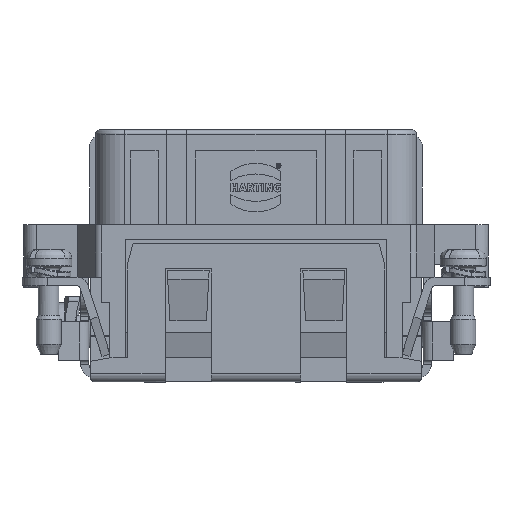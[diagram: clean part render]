
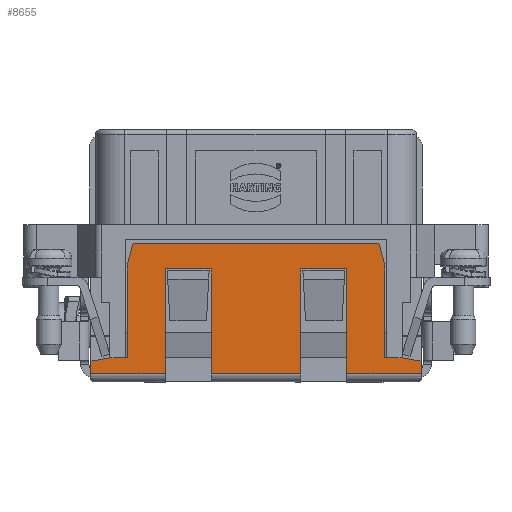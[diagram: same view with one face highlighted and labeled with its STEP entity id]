
A CAD part, front view. The second image highlights one B-rep face of the part: STEP entity #8655.
In plain terms, the highlighted planar face has unit normal (0, -1, 0).
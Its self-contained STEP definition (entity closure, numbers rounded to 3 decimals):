
#8655=ADVANCED_FACE('',(#10424),#9697,.T.);
#9697=PLANE('',#29178);
#10424=FACE_OUTER_BOUND('',#11558,.T.);
#11558=EDGE_LOOP('',(#14868,#14869,#14870,#14871,#14872,#14873,#14874,#14875,
#14876,#14877,#14878,#14879,#14880,#14881,#14882,#14883,#14884,#14885,#14886,
#14887,#14888,#14889));
#14868=ORIENTED_EDGE('',*,*,#21826,.T.);
#14869=ORIENTED_EDGE('',*,*,#21825,.T.);
#14870=ORIENTED_EDGE('',*,*,#21864,.F.);
#14871=ORIENTED_EDGE('',*,*,#20885,.F.);
#14872=ORIENTED_EDGE('',*,*,#21865,.T.);
#14873=ORIENTED_EDGE('',*,*,#21822,.T.);
#14874=ORIENTED_EDGE('',*,*,#21816,.T.);
#14875=ORIENTED_EDGE('',*,*,#21814,.T.);
#14876=ORIENTED_EDGE('',*,*,#21810,.T.);
#14877=ORIENTED_EDGE('',*,*,#21807,.T.);
#14878=ORIENTED_EDGE('',*,*,#21806,.T.);
#14879=ORIENTED_EDGE('',*,*,#21803,.T.);
#14880=ORIENTED_EDGE('',*,*,#21799,.T.);
#14881=ORIENTED_EDGE('',*,*,#21796,.T.);
#14882=ORIENTED_EDGE('',*,*,#21793,.T.);
#14883=ORIENTED_EDGE('',*,*,#21788,.F.);
#14884=ORIENTED_EDGE('',*,*,#21866,.T.);
#14885=ORIENTED_EDGE('',*,*,#20877,.F.);
#14886=ORIENTED_EDGE('',*,*,#21867,.F.);
#14887=ORIENTED_EDGE('',*,*,#21785,.T.);
#14888=ORIENTED_EDGE('',*,*,#21784,.T.);
#14889=ORIENTED_EDGE('',*,*,#21781,.T.);
#18866=VERTEX_POINT('',#36263);
#18867=VERTEX_POINT('',#36264);
#18874=VERTEX_POINT('',#36279);
#18875=VERTEX_POINT('',#36281);
#19496=VERTEX_POINT('',#38330);
#19497=VERTEX_POINT('',#38332);
#19498=VERTEX_POINT('',#38336);
#19499=VERTEX_POINT('',#38340);
#19500=VERTEX_POINT('',#38344);
#19501=VERTEX_POINT('',#38346);
#19504=VERTEX_POINT('',#38355);
#19506=VERTEX_POINT('',#38361);
#19507=VERTEX_POINT('',#38366);
#19509=VERTEX_POINT('',#38371);
#19510=VERTEX_POINT('',#38376);
#19512=VERTEX_POINT('',#38382);
#19513=VERTEX_POINT('',#38387);
#19515=VERTEX_POINT('',#38392);
#19516=VERTEX_POINT('',#38398);
#19517=VERTEX_POINT('',#38402);
#19520=VERTEX_POINT('',#38411);
#19521=VERTEX_POINT('',#38413);
#20877=EDGE_CURVE('',#18866,#18867,#23815,.T.);
#20885=EDGE_CURVE('',#18874,#18875,#23823,.T.);
#21781=EDGE_CURVE('',#19497,#19496,#24567,.T.);
#21784=EDGE_CURVE('',#19498,#19497,#24570,.T.);
#21785=EDGE_CURVE('',#19499,#19498,#24571,.T.);
#21788=EDGE_CURVE('',#19500,#19501,#24574,.T.);
#21793=EDGE_CURVE('',#19504,#19501,#24578,.T.);
#21796=EDGE_CURVE('',#19506,#19504,#24580,.T.);
#21799=EDGE_CURVE('',#19507,#19506,#24583,.T.);
#21803=EDGE_CURVE('',#19509,#19507,#24586,.T.);
#21806=EDGE_CURVE('',#19510,#19509,#24588,.T.);
#21807=EDGE_CURVE('',#19512,#19510,#24589,.T.);
#21810=EDGE_CURVE('',#19513,#19512,#24592,.T.);
#21814=EDGE_CURVE('',#19515,#19513,#24595,.T.);
#21816=EDGE_CURVE('',#19516,#19515,#24597,.T.);
#21822=EDGE_CURVE('',#19517,#19516,#24602,.T.);
#21825=EDGE_CURVE('',#19520,#19521,#24605,.T.);
#21826=EDGE_CURVE('',#19496,#19520,#24606,.T.);
#21864=EDGE_CURVE('',#18875,#19521,#24631,.T.);
#21865=EDGE_CURVE('',#18874,#19517,#24632,.T.);
#21866=EDGE_CURVE('',#19500,#18867,#24633,.T.);
#21867=EDGE_CURVE('',#19499,#18866,#24634,.T.);
#23815=LINE('',#36262,#25696);
#23823=LINE('',#36280,#25704);
#24567=LINE('',#38331,#26448);
#24570=LINE('',#38337,#26451);
#24571=LINE('',#38339,#26452);
#24574=LINE('',#38345,#26455);
#24578=LINE('',#38354,#26459);
#24580=LINE('',#38360,#26461);
#24583=LINE('',#38365,#26464);
#24586=LINE('',#38373,#26467);
#24588=LINE('',#38379,#26469);
#24589=LINE('',#38381,#26470);
#24592=LINE('',#38386,#26473);
#24595=LINE('',#38394,#26476);
#24597=LINE('',#38397,#26478);
#24602=LINE('',#38408,#26483);
#24605=LINE('',#38414,#26486);
#24606=LINE('',#38416,#26487);
#24631=LINE('',#38490,#26512);
#24632=LINE('',#38491,#26513);
#24633=LINE('',#38492,#26514);
#24634=LINE('',#38493,#26515);
#25696=VECTOR('',#30472,1.);
#25704=VECTOR('',#30482,1.);
#26448=VECTOR('',#32092,1.);
#26451=VECTOR('',#32097,1.);
#26452=VECTOR('',#32100,1.);
#26455=VECTOR('',#32105,1.);
#26459=VECTOR('',#32113,1.);
#26461=VECTOR('',#32119,1.);
#26464=VECTOR('',#32124,1.);
#26467=VECTOR('',#32131,1.);
#26469=VECTOR('',#32137,1.);
#26470=VECTOR('',#32140,1.);
#26473=VECTOR('',#32145,1.);
#26476=VECTOR('',#32152,1.);
#26478=VECTOR('',#32156,1.);
#26483=VECTOR('',#32165,1.);
#26486=VECTOR('',#32170,1.);
#26487=VECTOR('',#32173,1.);
#26512=VECTOR('',#32282,1.);
#26513=VECTOR('',#32283,1.);
#26514=VECTOR('',#32284,1.);
#26515=VECTOR('',#32285,1.);
#29178=AXIS2_PLACEMENT_3D('',#38494,#32286,#32287);
#30472=DIRECTION('',(1.,0.,0.));
#30482=DIRECTION('',(1.,0.,0.));
#32092=DIRECTION('',(-1.,0.,0.));
#32097=DIRECTION('',(-0.259,0.,0.966));
#32100=DIRECTION('',(0.,0.,1.));
#32105=DIRECTION('',(0.,0.,-1.));
#32113=DIRECTION('',(1.,0.,0.));
#32119=DIRECTION('',(0.,0.,-1.));
#32124=DIRECTION('',(1.,0.,0.));
#32131=DIRECTION('',(0.,0.,1.));
#32137=DIRECTION('',(1.,0.,0.));
#32140=DIRECTION('',(0.,0.,-1.));
#32145=DIRECTION('',(1.,0.,0.));
#32152=DIRECTION('',(0.,0.,1.));
#32156=DIRECTION('',(1.,0.,0.));
#32165=DIRECTION('',(0.,0.,-1.));
#32170=DIRECTION('',(0.,0.,-1.));
#32173=DIRECTION('',(-0.259,0.,-0.966));
#32282=DIRECTION('',(1.,0.,0.));
#32283=DIRECTION('',(-0.985,0.,-0.174));
#32284=DIRECTION('',(-0.985,0.,0.174));
#32285=DIRECTION('',(1.,0.,0.));
#32286=DIRECTION('',(0.,-1.,0.));
#32287=DIRECTION('',(-1.,0.,0.));
#36262=CARTESIAN_POINT('',(15.35,-11.2,-8.6));
#36263=CARTESIAN_POINT('',(15.6,-11.2,-8.6));
#36264=CARTESIAN_POINT('',(17.316,-11.2,-8.6));
#36279=CARTESIAN_POINT('',(-17.316,-11.2,-8.6));
#36280=CARTESIAN_POINT('',(-17.316,-11.2,-8.6));
#36281=CARTESIAN_POINT('',(-15.6,-11.2,-8.6));
#38330=CARTESIAN_POINT('',(-14.68,-11.2,5.1));
#38331=CARTESIAN_POINT('',(14.68,-11.2,5.1));
#38332=CARTESIAN_POINT('',(14.68,-11.2,5.1));
#38336=CARTESIAN_POINT('',(15.35,-11.2,2.6));
#38337=CARTESIAN_POINT('',(15.35,-11.2,2.6));
#38339=CARTESIAN_POINT('',(15.35,-11.2,-8.6));
#38340=CARTESIAN_POINT('',(15.35,-11.2,-8.6));
#38344=CARTESIAN_POINT('',(19.75,-11.2,-9.029));
#38345=CARTESIAN_POINT('',(19.75,-11.2,-9.029));
#38346=CARTESIAN_POINT('',(19.75,-11.2,-10.5));
#38354=CARTESIAN_POINT('',(10.85,-11.2,-10.5));
#38355=CARTESIAN_POINT('',(10.85,-11.2,-10.5));
#38360=CARTESIAN_POINT('',(10.85,-11.2,2.));
#38361=CARTESIAN_POINT('',(10.85,-11.2,2.));
#38365=CARTESIAN_POINT('',(5.35,-11.2,2.));
#38366=CARTESIAN_POINT('',(5.35,-11.2,2.));
#38371=CARTESIAN_POINT('',(5.35,-11.2,-10.5));
#38373=CARTESIAN_POINT('',(5.35,-11.2,-10.5));
#38376=CARTESIAN_POINT('',(-5.35,-11.2,-10.5));
#38379=CARTESIAN_POINT('',(-5.35,-11.2,-10.5));
#38381=CARTESIAN_POINT('',(-5.35,-11.2,2.));
#38382=CARTESIAN_POINT('',(-5.35,-11.2,2.));
#38386=CARTESIAN_POINT('',(-10.85,-11.2,2.));
#38387=CARTESIAN_POINT('',(-10.85,-11.2,2.));
#38392=CARTESIAN_POINT('',(-10.85,-11.2,-10.5));
#38394=CARTESIAN_POINT('',(-10.85,-11.2,-10.5));
#38397=CARTESIAN_POINT('',(-19.75,-11.2,-10.5));
#38398=CARTESIAN_POINT('',(-19.75,-11.2,-10.5));
#38402=CARTESIAN_POINT('',(-19.75,-11.2,-9.029));
#38408=CARTESIAN_POINT('',(-19.75,-11.2,-9.029));
#38411=CARTESIAN_POINT('',(-15.35,-11.2,2.6));
#38413=CARTESIAN_POINT('',(-15.35,-11.2,-8.6));
#38414=CARTESIAN_POINT('',(-15.35,-11.2,2.6));
#38416=CARTESIAN_POINT('',(-14.68,-11.2,5.1));
#38490=CARTESIAN_POINT('',(-17.316,-11.2,-8.6));
#38491=CARTESIAN_POINT('',(-17.316,-11.2,-8.6));
#38492=CARTESIAN_POINT('',(19.75,-11.2,-9.029));
#38493=CARTESIAN_POINT('',(15.35,-11.2,-8.6));
#38494=CARTESIAN_POINT('',(19.95,-11.2,5.3));
